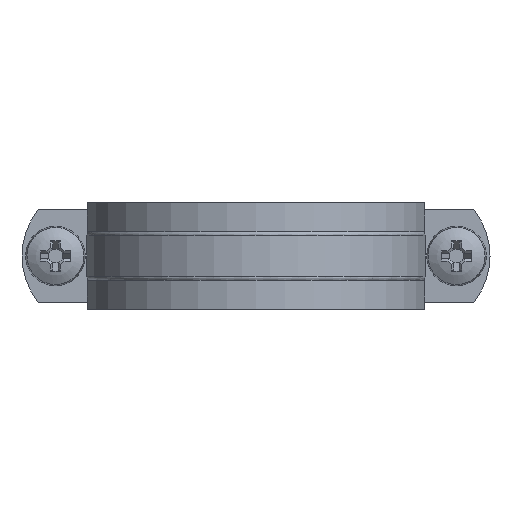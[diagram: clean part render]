
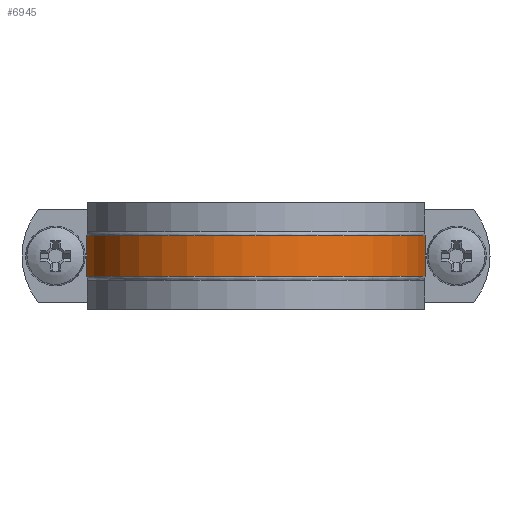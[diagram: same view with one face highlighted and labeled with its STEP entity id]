
A CAD part, front view. The second image highlights one B-rep face of the part: STEP entity #6945.
In plain terms, the highlighted cylindrical face has radius 46 mm (diameter 92 mm), a partial arc.
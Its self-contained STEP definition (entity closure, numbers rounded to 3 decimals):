
#6882=CARTESIAN_POINT('',(45.464,-7.0,-5.5));
#6883=VERTEX_POINT('',#6882);
#6893=CARTESIAN_POINT('',(-45.464,-7.,-5.5));
#6894=VERTEX_POINT('',#6893);
#6895=CARTESIAN_POINT('',(0.0,0.0,-5.5));
#6896=DIRECTION('',(0.0,0.0,-1.0));
#6897=DIRECTION('',(0.,-1.0,0.0));
#6898=AXIS2_PLACEMENT_3D('',#6895,#6896,#6897);
#6899=CIRCLE('',#6898,46.);
#6900=EDGE_CURVE('',#6883,#6894,#6899,.T.);
#6914=CARTESIAN_POINT('',(0.0,0.0,0.));
#6915=DIRECTION('',(0.0,0.0,1.0));
#6916=DIRECTION('',(0.0,-1.0,0.0));
#6917=AXIS2_PLACEMENT_3D('',#6914,#6915,#6916);
#6918=CYLINDRICAL_SURFACE('',#6917,46.);
#6919=ORIENTED_EDGE('',*,*,#6900,.F.);
#6920=CARTESIAN_POINT('',(45.464,-7.0,5.5));
#6921=VERTEX_POINT('',#6920);
#6922=CARTESIAN_POINT('',(45.464,-7.0,5.5));
#6923=DIRECTION('',(0.0,0.0,-1.0));
#6924=VECTOR('',#6923,11.);
#6925=LINE('',#6922,#6924);
#6926=EDGE_CURVE('',#6921,#6883,#6925,.T.);
#6927=ORIENTED_EDGE('',*,*,#6926,.F.);
#6928=CARTESIAN_POINT('',(-45.464,-7.,5.5));
#6929=VERTEX_POINT('',#6928);
#6930=CARTESIAN_POINT('',(0.0,0.0,5.5));
#6931=DIRECTION('',(0.0,0.0,1.0));
#6932=DIRECTION('',(0.,-1.0,0.0));
#6933=AXIS2_PLACEMENT_3D('',#6930,#6931,#6932);
#6934=CIRCLE('',#6933,46.);
#6935=EDGE_CURVE('',#6929,#6921,#6934,.T.);
#6936=ORIENTED_EDGE('',*,*,#6935,.F.);
#6937=CARTESIAN_POINT('',(-45.464,-7.,-5.5));
#6938=DIRECTION('',(0.0,0.0,1.0));
#6939=VECTOR('',#6938,11.);
#6940=LINE('',#6937,#6939);
#6941=EDGE_CURVE('',#6894,#6929,#6940,.T.);
#6942=ORIENTED_EDGE('',*,*,#6941,.F.);
#6943=EDGE_LOOP('',(#6919,#6927,#6936,#6942));
#6944=FACE_OUTER_BOUND('',#6943,.T.);
#6945=ADVANCED_FACE('',(#6944),#6918,.T.);
